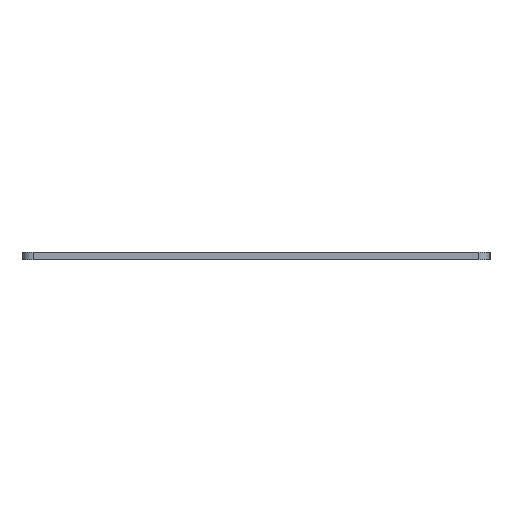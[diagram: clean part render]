
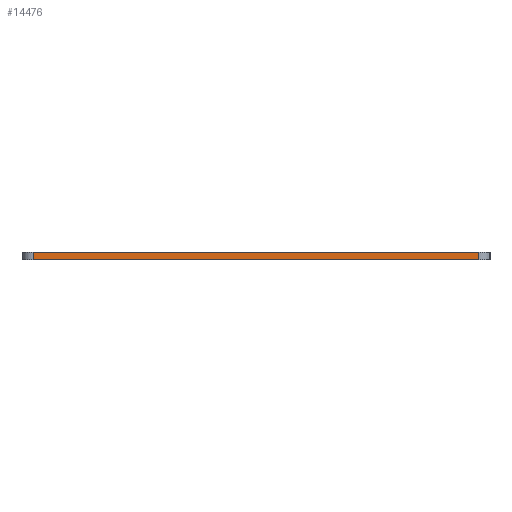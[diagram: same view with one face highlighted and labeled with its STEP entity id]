
A CAD part, left-side view. The second image highlights one B-rep face of the part: STEP entity #14476.
In plain terms, the highlighted planar face has unit normal (-1, 0, 0).
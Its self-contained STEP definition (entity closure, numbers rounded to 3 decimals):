
#536=PLANE('',#15924);
#1253=FACE_OUTER_BOUND('',#2122,.T.);
#2122=EDGE_LOOP('',(#13393,#13394,#13395,#13396));
#2194=LINE('',#20595,#3585);
#2688=LINE('',#22342,#4079);
#3513=LINE('',#24543,#4904);
#3514=LINE('',#24545,#4905);
#3585=VECTOR('',#16210,10.);
#4079=VECTOR('',#17694,10.);
#4904=VECTOR('',#20181,10.);
#4905=VECTOR('',#20184,10.);
#5733=VERTEX_POINT('',#20592);
#5734=VERTEX_POINT('',#20594);
#6491=VERTEX_POINT('',#22339);
#6492=VERTEX_POINT('',#22341);
#7185=EDGE_CURVE('',#5733,#5734,#2194,.T.);
#8056=EDGE_CURVE('',#6492,#6491,#2688,.T.);
#9157=EDGE_CURVE('',#6491,#5734,#3513,.T.);
#9158=EDGE_CURVE('',#6492,#5733,#3514,.T.);
#13393=ORIENTED_EDGE('',*,*,#8056,.T.);
#13394=ORIENTED_EDGE('',*,*,#9157,.T.);
#13395=ORIENTED_EDGE('',*,*,#7185,.F.);
#13396=ORIENTED_EDGE('',*,*,#9158,.F.);
#14476=ADVANCED_FACE('',(#1253),#536,.T.);
#15924=AXIS2_PLACEMENT_3D('',#24544,#20182,#20183);
#16210=DIRECTION('',(0.,-1.,0.));
#17694=DIRECTION('',(0.,-1.,0.));
#20181=DIRECTION('',(0.,0.,1.));
#20182=DIRECTION('center_axis',(-1.,0.,0.));
#20183=DIRECTION('ref_axis',(0.,-1.,0.));
#20184=DIRECTION('',(0.,0.,1.));
#20592=CARTESIAN_POINT('',(-152.467,45.346,26.747));
#20594=CARTESIAN_POINT('',(-152.467,-45.404,26.747));
#20595=CARTESIAN_POINT('',(-152.467,45.346,26.747));
#22339=CARTESIAN_POINT('',(-152.467,-45.404,25.247));
#22341=CARTESIAN_POINT('',(-152.467,45.346,25.247));
#22342=CARTESIAN_POINT('',(-152.467,45.346,25.247));
#24543=CARTESIAN_POINT('',(-152.467,-45.404,25.247));
#24544=CARTESIAN_POINT('Origin',(-152.467,45.346,25.247));
#24545=CARTESIAN_POINT('',(-152.467,45.346,25.247));
